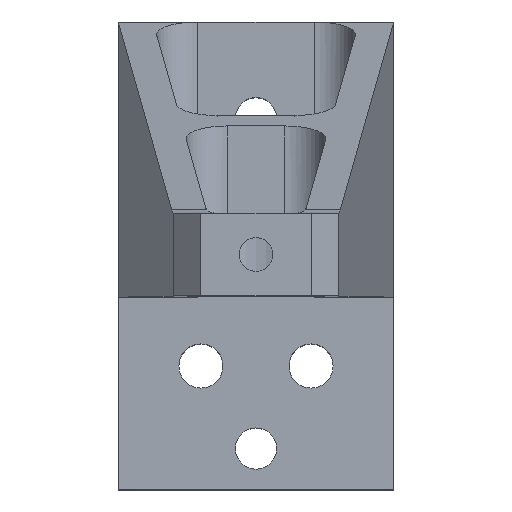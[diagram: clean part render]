
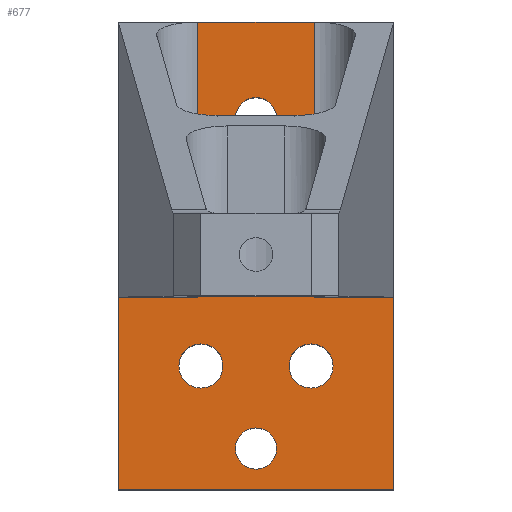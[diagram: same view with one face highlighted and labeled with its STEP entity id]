
A CAD part, top view. The second image highlights one B-rep face of the part: STEP entity #677.
In plain terms, the highlighted planar face has unit normal (0, 0, 1).
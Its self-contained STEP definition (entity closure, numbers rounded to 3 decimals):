
#510=CARTESIAN_POINT('',(4.22,17.,7.));
#511=VERTEX_POINT('',#510);
#519=CARTESIAN_POINT('',(4.22,-3.,7.));
#520=VERTEX_POINT('',#519);
#521=CARTESIAN_POINT('',(4.22,17.,7.));
#522=DIRECTION('',(0.0,-1.0,0.0));
#523=VECTOR('',#522,20.);
#524=LINE('',#521,#523);
#525=EDGE_CURVE('',#511,#520,#524,.T.);
#543=CARTESIAN_POINT('',(-4.22,17.0,7.0));
#544=VERTEX_POINT('',#543);
#562=CARTESIAN_POINT('',(-4.22,-3.,7.));
#563=VERTEX_POINT('',#562);
#571=CARTESIAN_POINT('',(-4.22,-3.,7.));
#572=DIRECTION('',(0.0,1.0,0.0));
#573=VECTOR('',#572,20.0);
#574=LINE('',#571,#573);
#575=EDGE_CURVE('',#563,#544,#574,.T.);
#580=CARTESIAN_POINT('',(-10.,-3.,7.0));
#581=DIRECTION('',(0.0,0.0,-1.0));
#582=DIRECTION('',(-1.0,0.0,0.0));
#583=AXIS2_PLACEMENT_3D('',#580,#581,#582);
#584=PLANE('',#583);
#585=ORIENTED_EDGE('',*,*,#525,.F.);
#586=CARTESIAN_POINT('',(-4.22,17.0,7.0));
#587=DIRECTION('',(1.0,0.0,0.0));
#588=VECTOR('',#587,8.44);
#589=LINE('',#586,#588);
#590=EDGE_CURVE('',#544,#511,#589,.T.);
#591=ORIENTED_EDGE('',*,*,#590,.F.);
#592=ORIENTED_EDGE('',*,*,#575,.F.);
#593=CARTESIAN_POINT('',(-10.,-3.,7.0));
#594=VERTEX_POINT('',#593);
#595=CARTESIAN_POINT('',(-10.,-3.,7.0));
#596=DIRECTION('',(1.0,0.0,0.0));
#597=VECTOR('',#596,5.78);
#598=LINE('',#595,#597);
#599=EDGE_CURVE('',#594,#563,#598,.T.);
#600=ORIENTED_EDGE('',*,*,#599,.F.);
#601=CARTESIAN_POINT('',(-10.,-17.0,7.));
#602=VERTEX_POINT('',#601);
#603=CARTESIAN_POINT('',(-10.,-17.0,7.));
#604=DIRECTION('',(0.0,1.0,0.0));
#605=VECTOR('',#604,14.);
#606=LINE('',#603,#605);
#607=EDGE_CURVE('',#602,#594,#606,.T.);
#608=ORIENTED_EDGE('',*,*,#607,.F.);
#609=CARTESIAN_POINT('',(10.,-17.0,7.));
#610=VERTEX_POINT('',#609);
#611=CARTESIAN_POINT('',(10.,-17.,7.));
#612=DIRECTION('',(-1.0,0.0,0.0));
#613=VECTOR('',#612,20.);
#614=LINE('',#611,#613);
#615=EDGE_CURVE('',#610,#602,#614,.T.);
#616=ORIENTED_EDGE('',*,*,#615,.F.);
#617=CARTESIAN_POINT('',(10.,-3.,7.0));
#618=VERTEX_POINT('',#617);
#619=CARTESIAN_POINT('',(10.,-3.,7.));
#620=DIRECTION('',(0.0,-1.0,0.0));
#621=VECTOR('',#620,14.);
#622=LINE('',#619,#621);
#623=EDGE_CURVE('',#618,#610,#622,.T.);
#624=ORIENTED_EDGE('',*,*,#623,.F.);
#625=CARTESIAN_POINT('',(4.22,-3.,7.0));
#626=DIRECTION('',(1.0,0.0,0.0));
#627=VECTOR('',#626,5.78);
#628=LINE('',#625,#627);
#629=EDGE_CURVE('',#520,#618,#628,.T.);
#630=ORIENTED_EDGE('',*,*,#629,.F.);
#631=EDGE_LOOP('',(#585,#591,#592,#600,#608,#616,#624,#630));
#632=FACE_OUTER_BOUND('',#631,.T.);
#633=CARTESIAN_POINT('',(5.6,-8.0,7.));
#634=VERTEX_POINT('',#633);
#635=CARTESIAN_POINT('',(4.,-8.0,7.));
#636=DIRECTION('',(0.0,0.0,-1.0));
#637=DIRECTION('',(1.0,0.0,0.0));
#638=AXIS2_PLACEMENT_3D('',#635,#636,#637);
#639=CIRCLE('',#638,1.6);
#640=EDGE_CURVE('',#634,#634,#639,.T.);
#641=ORIENTED_EDGE('',*,*,#640,.T.);
#642=EDGE_LOOP('',(#641));
#643=FACE_BOUND('',#642,.T.);
#644=CARTESIAN_POINT('',(-2.4,-8.,7.));
#645=VERTEX_POINT('',#644);
#646=CARTESIAN_POINT('',(-4.,-8.,7.));
#647=DIRECTION('',(0.0,0.0,-1.0));
#648=DIRECTION('',(1.0,0.0,0.0));
#649=AXIS2_PLACEMENT_3D('',#646,#647,#648);
#650=CIRCLE('',#649,1.6);
#651=EDGE_CURVE('',#645,#645,#650,.T.);
#652=ORIENTED_EDGE('',*,*,#651,.T.);
#653=EDGE_LOOP('',(#652));
#654=FACE_BOUND('',#653,.T.);
#655=CARTESIAN_POINT('',(1.5,-14.0,7.0));
#656=VERTEX_POINT('',#655);
#657=CARTESIAN_POINT('',(0.,-14.0,7.0));
#658=DIRECTION('',(0.0,0.0,-1.0));
#659=DIRECTION('',(-1.0,0.0,0.0));
#660=AXIS2_PLACEMENT_3D('',#657,#658,#659);
#661=CIRCLE('',#660,1.5);
#662=EDGE_CURVE('',#656,#656,#661,.T.);
#663=ORIENTED_EDGE('',*,*,#662,.T.);
#664=EDGE_LOOP('',(#663));
#665=FACE_BOUND('',#664,.T.);
#666=CARTESIAN_POINT('',(1.5,10.,7.0));
#667=VERTEX_POINT('',#666);
#668=CARTESIAN_POINT('',(0.,10.,7.0));
#669=DIRECTION('',(0.0,0.0,1.0));
#670=DIRECTION('',(-1.0,0.0,0.0));
#671=AXIS2_PLACEMENT_3D('',#668,#669,#670);
#672=CIRCLE('',#671,1.5);
#673=EDGE_CURVE('',#667,#667,#672,.T.);
#674=ORIENTED_EDGE('',*,*,#673,.F.);
#675=EDGE_LOOP('',(#674));
#676=FACE_BOUND('',#675,.T.);
#677=ADVANCED_FACE('',(#632,#643,#654,#665,#676),#584,.F.);
